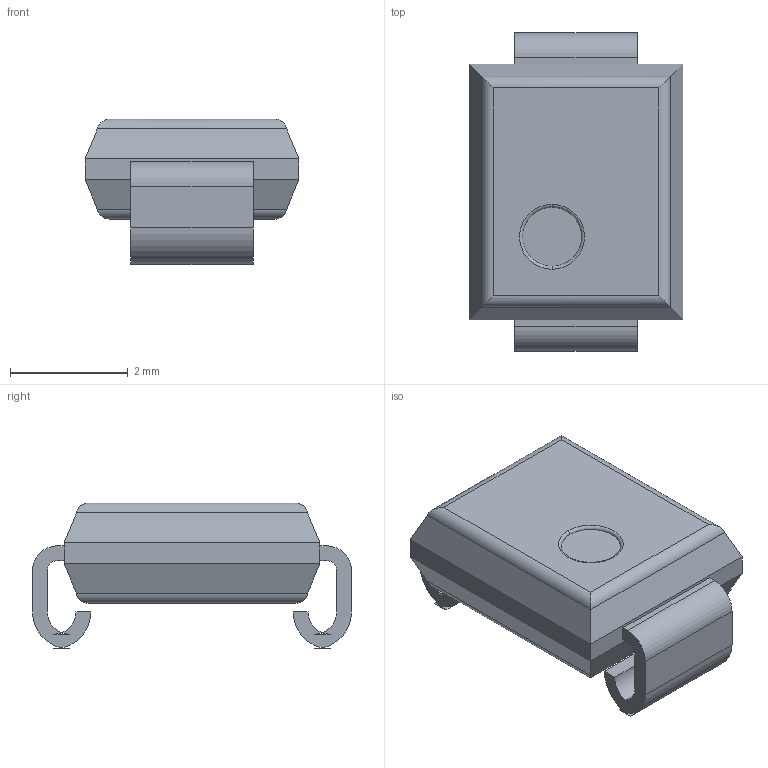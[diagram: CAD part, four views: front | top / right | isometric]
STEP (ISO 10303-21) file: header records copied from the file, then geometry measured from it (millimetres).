
FILE_DESCRIPTION(('FreeCAD Model'),'2;1');
FILE_NAME( 'SOJ540X247-2.step', '2021-03-26T22:28:30',('kicad StepUp'),('ksu MCAD'), 'Open CASCADE STEP processor 7.2','FreeCAD','Unknown');
FILE_SCHEMA(('AUTOMOTIVE_DESIGN { 1 0 10303 214 1 1 1 1 }'));
Length unit declared in the file: millimetre
Products named in the file (1): SOJ540X247-2
Bounding box: 3.62 x 5.41 x 2.47 mm (x, y, z)
Volume: 27.4 mm3; surface area: 81.3 mm2
Topology: 3 solids, 3 shells, 65 faces, 154 edges, 92 vertices
Faces by surface type: plane 43, cylinder 20, torus 2
Entity records: 2319 total; most frequent: CARTESIAN_POINT 336, DIRECTION 324, ORIENTED_EDGE 308, EDGE_CURVE 154, AXIS2_PLACEMENT_3D 112, LINE 100, VECTOR 100, VERTEX_POINT 92
